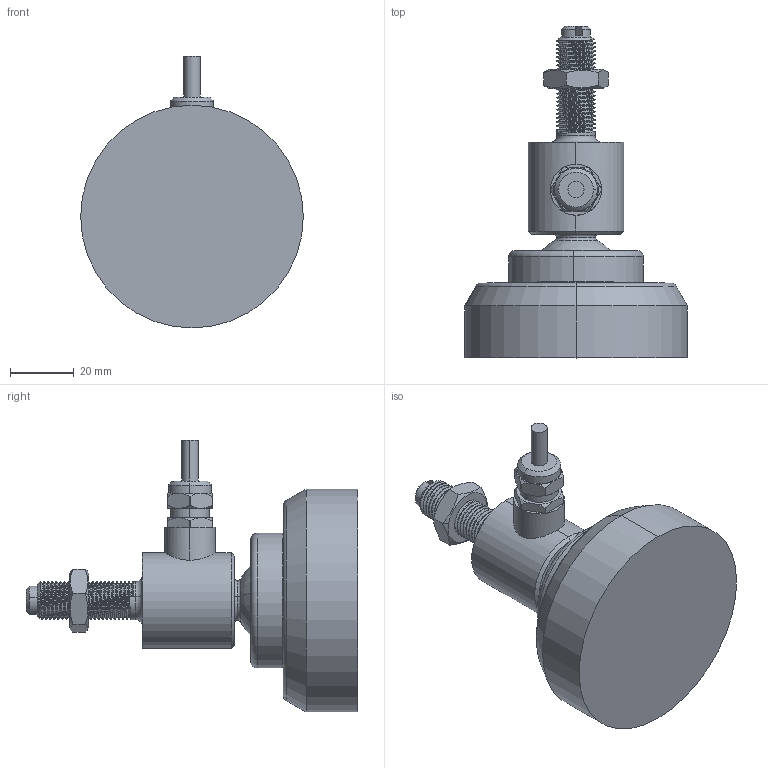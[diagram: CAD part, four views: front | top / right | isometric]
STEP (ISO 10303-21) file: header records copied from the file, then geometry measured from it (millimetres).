
FILE_DESCRIPTION (( 'STEP AP203' ), '1' );
FILE_NAME ('106MS-F-1Klb.STEP', '2024-12-06T05:45:21', ( 'Win10_64' ), ( 'Win10_64' ), 'SwSTEP 2.0', 'SolidWorks 2020', '' );
FILE_SCHEMA (( 'CONFIG_CONTROL_DESIGN' ));
Length unit declared in the file: millimetre
Products named in the file (7): 球; hex thin nuts-grades ab-chamfered gb_GB_FASTENER_NUT_STNAB M12-S; 106MS-F-1Klb 粟俶极; 106MS-F-1Klb; 106MS-F-1Klb 菁釱; 106MS-F-1Klb 砎蝶俋褲; 106MS-F-1Klb 俋褲
Assembly tree (6 placements, depth 2):
  106MS-F-1Klb
    106MS-F-1Klb 砎蝶俋褲
    106MS-F-1Klb 菁釱
    球
    106MS-F-1Klb 粟俶极
    106MS-F-1Klb 俋褲
    hex thin nuts-grades ab-chamfered gb_GB_FASTENER_NUT_STNAB M12-S
Bounding box: 70 x 104.3 x 85.46 mm (x, y, z)
Volume: 121409.6 mm3; surface area: 43015.9 mm2
Topology: 6 solids, 6 shells, 260 faces, 623 edges, 390 vertices
Faces by surface type: cylinder 103, plane 57, cone 45, bspline 29, torus 18, sphere 8
Entity records: 14463 total; most frequent: CARTESIAN_POINT 8235, ORIENTED_EDGE 1236, DIRECTION 1055, EDGE_CURVE 618, AXIS2_PLACEMENT_3D 424, VERTEX_POINT 387, EDGE_LOOP 281, FACE_OUTER_BOUND 260
